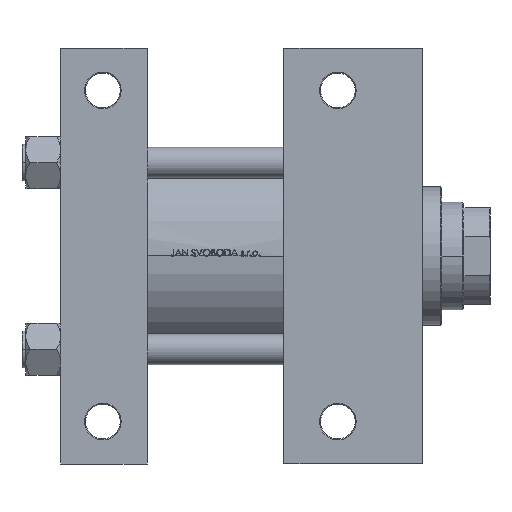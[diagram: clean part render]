
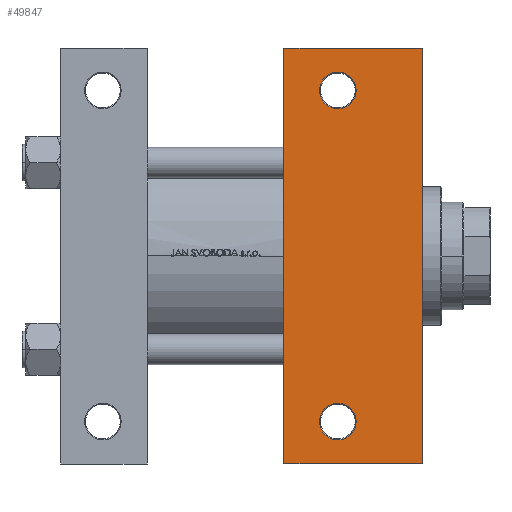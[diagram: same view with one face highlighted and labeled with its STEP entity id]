
A CAD part, front view. The second image highlights one B-rep face of the part: STEP entity #49847.
In plain terms, the highlighted face is planar.
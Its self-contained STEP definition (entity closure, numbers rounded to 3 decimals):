
#3739 = VERTEX_POINT ( 'NONE', #3870 ) ;
#3870 = CARTESIAN_POINT ( 'NONE',  ( 153.499, 86., -65. ) ) ;
#4616 = DIRECTION ( 'NONE',  ( -1., 0., 0. ) ) ;
#4899 = CARTESIAN_POINT ( 'NONE',  ( 116., 65., -65. ) ) ;
#6673 = ORIENTED_EDGE ( 'NONE', *, *, #46018, .T. ) ;
#8357 = CARTESIAN_POINT ( 'NONE',  ( 134.501, 86., -65. ) ) ;
#8535 = VERTEX_POINT ( 'NONE', #26364 ) ;
#8800 = VERTEX_POINT ( 'NONE', #25808 ) ;
#10242 = VECTOR ( 'NONE', #45545, 1000. ) ;
#12118 = VERTEX_POINT ( 'NONE', #44079 ) ;
#14368 = ORIENTED_EDGE ( 'NONE', *, *, #23271, .T. ) ;
#14823 = DIRECTION ( 'NONE',  ( 0., 1., 0. ) ) ;
#14969 = VERTEX_POINT ( 'NONE', #28122 ) ;
#16005 = CARTESIAN_POINT ( 'NONE',  ( 144., -86., -65. ) ) ;
#16538 = CARTESIAN_POINT ( 'NONE',  ( 144., 86., -65. ) ) ;
#17407 = DIRECTION ( 'NONE',  ( 0., 0., 1. ) ) ;
#18605 = FACE_BOUND ( 'NONE', #36400, .T. ) ;
#19576 = DIRECTION ( 'NONE',  ( 0., 1., 0. ) ) ;
#19614 = DIRECTION ( 'NONE',  ( 0., -1., 0. ) ) ;
#21252 = VECTOR ( 'NONE', #4616, 1000. ) ;
#22424 = CARTESIAN_POINT ( 'NONE',  ( 188., 65., -65. ) ) ;
#23176 = DIRECTION ( 'NONE',  ( 0., 0., -1. ) ) ;
#23271 = EDGE_CURVE ( 'NONE', #8535, #14969, #38552, .T. ) ;
#23446 = VERTEX_POINT ( 'NONE', #29643 ) ;
#23647 = LINE ( 'NONE', #42626, #21252 ) ;
#23869 = DIRECTION ( 'NONE',  ( 0., 0., 1. ) ) ;
#25231 = AXIS2_PLACEMENT_3D ( 'NONE', #41161, #41411, #14823 ) ;
#25513 = ORIENTED_EDGE ( 'NONE', *, *, #49320, .T. ) ;
#25808 = CARTESIAN_POINT ( 'NONE',  ( 134.501, -86., -65. ) ) ;
#26364 = CARTESIAN_POINT ( 'NONE',  ( 188., 108., -65. ) ) ;
#27327 = EDGE_CURVE ( 'NONE', #23446, #8535, #42235, .T. ) ;
#27628 = EDGE_CURVE ( 'NONE', #40905, #8800, #46692, .T. ) ;
#28122 = CARTESIAN_POINT ( 'NONE',  ( 188., -108., -65. ) ) ;
#29643 = CARTESIAN_POINT ( 'NONE',  ( 116., 108., -65. ) ) ;
#30264 = FACE_OUTER_BOUND ( 'NONE', #33759, .T. ) ;
#31459 = AXIS2_PLACEMENT_3D ( 'NONE', #36168, #17407, #44025 ) ;
#31506 = LINE ( 'NONE', #4899, #46891 ) ;
#31509 = AXIS2_PLACEMENT_3D ( 'NONE', #16538, #35063, #47456 ) ;
#32669 = VERTEX_POINT ( 'NONE', #8357 ) ;
#32858 = ORIENTED_EDGE ( 'NONE', *, *, #27628, .T. ) ;
#33759 = EDGE_LOOP ( 'NONE', ( #44472, #48581, #14368, #49804 ) ) ;
#33934 = CIRCLE ( 'NONE', #31509, 9.499 ) ;
#33992 = DIRECTION ( 'NONE',  ( 0., -1., 0. ) ) ;
#34309 = DIRECTION ( 'NONE',  ( 0., 1., 0. ) ) ;
#35063 = DIRECTION ( 'NONE',  ( 0., 0., 1. ) ) ;
#35225 = VECTOR ( 'NONE', #33992, 1000. ) ;
#35718 = EDGE_CURVE ( 'NONE', #8800, #40905, #41970, .T. ) ;
#36145 = AXIS2_PLACEMENT_3D ( 'NONE', #16005, #23869, #19576 ) ;
#36168 = CARTESIAN_POINT ( 'NONE',  ( 144., -86., -65. ) ) ;
#36400 = EDGE_LOOP ( 'NONE', ( #49980, #32858 ) ) ;
#37512 = CARTESIAN_POINT ( 'NONE',  ( 153.499, -86., -65. ) ) ;
#38552 = LINE ( 'NONE', #46160, #35225 ) ;
#38976 = CIRCLE ( 'NONE', #25231, 9.499 ) ;
#40905 = VERTEX_POINT ( 'NONE', #37512 ) ;
#41161 = CARTESIAN_POINT ( 'NONE',  ( 144., 86., -65. ) ) ;
#41411 = DIRECTION ( 'NONE',  ( 0., 0., 1. ) ) ;
#41970 = CIRCLE ( 'NONE', #31459, 9.499 ) ;
#42160 = FACE_BOUND ( 'NONE', #44062, .T. ) ;
#42235 = LINE ( 'NONE', #49590, #10242 ) ;
#42409 = PLANE ( 'NONE',  #45289 ) ;
#42626 = CARTESIAN_POINT ( 'NONE',  ( 116., -108., -65. ) ) ;
#44025 = DIRECTION ( 'NONE',  ( 0., 1., 0. ) ) ;
#44062 = EDGE_LOOP ( 'NONE', ( #25513, #6673 ) ) ;
#44079 = CARTESIAN_POINT ( 'NONE',  ( 116., -108., -65. ) ) ;
#44472 = ORIENTED_EDGE ( 'NONE', *, *, #49213, .F. ) ;
#45289 = AXIS2_PLACEMENT_3D ( 'NONE', #22424, #23176, #34309 ) ;
#45545 = DIRECTION ( 'NONE',  ( 1., 0., 0. ) ) ;
#46018 = EDGE_CURVE ( 'NONE', #3739, #32669, #38976, .T. ) ;
#46160 = CARTESIAN_POINT ( 'NONE',  ( 188., 65., -65. ) ) ;
#46692 = CIRCLE ( 'NONE', #36145, 9.499 ) ;
#46891 = VECTOR ( 'NONE', #19614, 1000. ) ;
#47456 = DIRECTION ( 'NONE',  ( 0., 1., 0. ) ) ;
#48055 = EDGE_CURVE ( 'NONE', #14969, #12118, #23647, .T. ) ;
#48581 = ORIENTED_EDGE ( 'NONE', *, *, #27327, .T. ) ;
#49213 = EDGE_CURVE ( 'NONE', #23446, #12118, #31506, .T. ) ;
#49320 = EDGE_CURVE ( 'NONE', #32669, #3739, #33934, .T. ) ;
#49590 = CARTESIAN_POINT ( 'NONE',  ( 116., 108., -65. ) ) ;
#49804 = ORIENTED_EDGE ( 'NONE', *, *, #48055, .T. ) ;
#49847 = ADVANCED_FACE ( 'NONE', ( #42160, #18605, #30264 ), #42409, .T. ) ;
#49980 = ORIENTED_EDGE ( 'NONE', *, *, #35718, .T. ) ;
